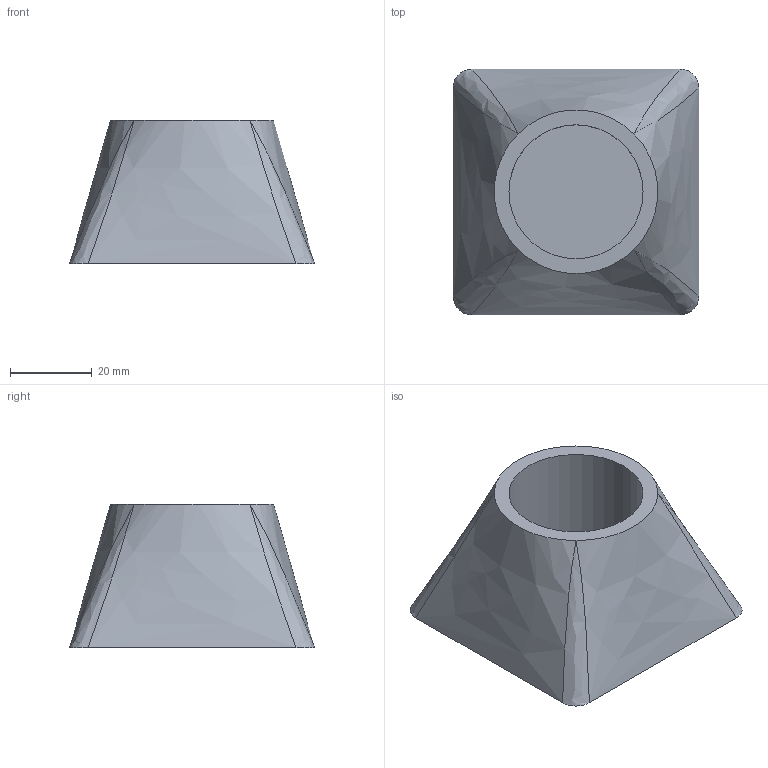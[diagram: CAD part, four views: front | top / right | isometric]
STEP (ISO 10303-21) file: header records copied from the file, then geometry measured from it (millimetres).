
FILE_DESCRIPTION(/* description */ (''),/* implementation_level */ '2;1');
FILE_NAME(/* name */ 'Battery Holder.step',/* time_stamp */ '2026-02-23T12:57:01-08:00',/* author */ (''),/* organization */ (''),/* preprocessor_version */ 'ST-DEVELOPER v20.1',/* originating_system */ 'Autodesk Translation Framework v14.24.0.0',/* authorisation */ '');
FILE_SCHEMA (('AUTOMOTIVE_DESIGN { 1 0 10303 214 3 1 1 }'));
Length unit declared in the file: millimetre
Products named in the file (1): 2026-02-11-11-32-26-972
Bounding box: 60 x 60 x 35 mm (x, y, z)
Volume: 60595.9 mm3; surface area: 14056.9 mm2
Topology: 1 solids, 1 shells, 12 faces, 27 edges, 14 vertices
Faces by surface type: bspline 8, plane 3, cylinder 1
Full cylindrical faces by diameter (mm): 32.75 x1
Entity records: 705 total; most frequent: CARTESIAN_POINT 469, ORIENTED_EDGE 46, DIRECTION 27, EDGE_CURVE 23, VERTEX_POINT 14, EDGE_LOOP 13, FACE_OUTER_BOUND 12, B_SPLINE_CURVE_WITH_KNOTS 12
